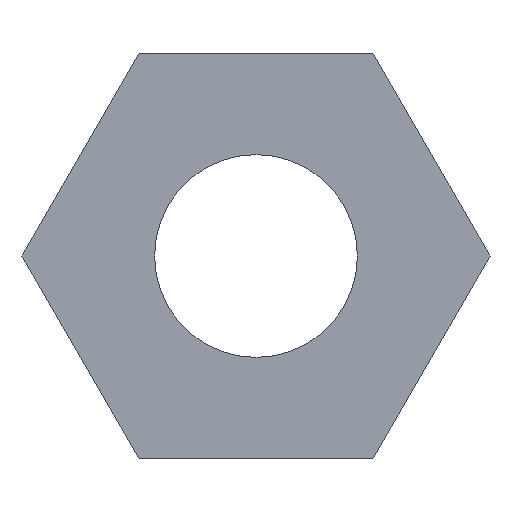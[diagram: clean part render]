
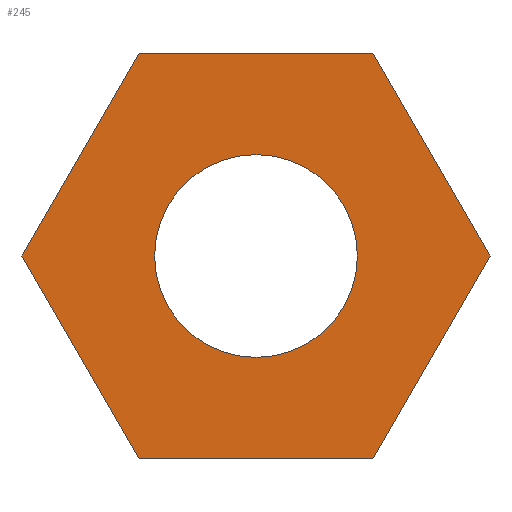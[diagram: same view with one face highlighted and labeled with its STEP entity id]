
A CAD part, front view. The second image highlights one B-rep face of the part: STEP entity #245.
In plain terms, the highlighted planar face has unit normal (0, -1, 0).
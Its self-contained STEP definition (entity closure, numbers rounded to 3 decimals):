
#15=CARTESIAN_POINT('',(1.805,0.,0.));
#16=DIRECTION('',(0.,-1.,0.));
#17=DIRECTION('',(1.,0.,0.));
#18=AXIS2_PLACEMENT_3D('',#15,#16,#17);
#24=CARTESIAN_POINT('',(1.805,0.,0.));
#25=DIRECTION('',(0.,-1.,0.));
#26=DIRECTION('',(-1.,0.,0.));
#27=AXIS2_PLACEMENT_3D('',#24,#25,#26);
#32=DIRECTION('',(1.,0.,0.));
#33=VECTOR('',#32,3.46);
#34=CARTESIAN_POINT('',(0.075,0.,2.996));
#35=LINE('',#34,#33);
#39=DIRECTION('',(0.5,0.,-0.866));
#40=VECTOR('',#39,3.46);
#41=CARTESIAN_POINT('',(3.535,0.,2.996));
#42=LINE('',#41,#40);
#46=DIRECTION('',(-0.5,0.,-0.866));
#47=VECTOR('',#46,3.46);
#48=CARTESIAN_POINT('',(5.265,0.,0.));
#49=LINE('',#48,#47);
#53=DIRECTION('',(-1.,0.,0.));
#54=VECTOR('',#53,3.46);
#55=CARTESIAN_POINT('',(3.535,0.,-2.996));
#56=LINE('',#55,#54);
#60=DIRECTION('',(-0.5,0.,0.866));
#61=VECTOR('',#60,3.46);
#62=CARTESIAN_POINT('',(0.075,0.,-2.996));
#63=LINE('',#62,#61);
#67=DIRECTION('',(0.5,0.,0.866));
#68=VECTOR('',#67,3.46);
#69=CARTESIAN_POINT('',(-1.655,0.,0.));
#70=LINE('',#69,#68);
#188=CARTESIAN_POINT('',(3.305,0.,0.));
#189=CARTESIAN_POINT('',(0.305,0.,0.));
#190=VERTEX_POINT('',#188);
#191=VERTEX_POINT('',#189);
#192=CARTESIAN_POINT('',(0.075,0.,2.996));
#193=CARTESIAN_POINT('',(3.535,0.,2.996));
#194=VERTEX_POINT('',#192);
#195=VERTEX_POINT('',#193);
#196=CARTESIAN_POINT('',(5.265,0.,0.));
#197=VERTEX_POINT('',#196);
#198=CARTESIAN_POINT('',(3.535,0.,-2.996));
#199=VERTEX_POINT('',#198);
#200=CARTESIAN_POINT('',(0.075,0.,-2.996));
#201=VERTEX_POINT('',#200);
#202=CARTESIAN_POINT('',(-1.655,0.,0.));
#203=VERTEX_POINT('',#202);
#220=CARTESIAN_POINT('',(0.,0.,0.));
#221=DIRECTION('',(0.,1.,0.));
#222=DIRECTION('',(1.,0.,0.));
#223=AXIS2_PLACEMENT_3D('',#220,#221,#222);
#224=PLANE('',#223);
#226=ORIENTED_EDGE('',*,*,#225,.T.);
#228=ORIENTED_EDGE('',*,*,#227,.T.);
#230=ORIENTED_EDGE('',*,*,#229,.T.);
#232=ORIENTED_EDGE('',*,*,#231,.T.);
#234=ORIENTED_EDGE('',*,*,#233,.T.);
#236=ORIENTED_EDGE('',*,*,#235,.T.);
#237=EDGE_LOOP('',(#226,#228,#230,#232,#234,#236));
#238=FACE_OUTER_BOUND('',#237,.F.);
#240=ORIENTED_EDGE('',*,*,#239,.T.);
#242=ORIENTED_EDGE('',*,*,#241,.T.);
#243=EDGE_LOOP('',(#240,#242));
#244=FACE_BOUND('',#243,.F.);
#245=ADVANCED_FACE('',(#238,#244),#224,.F.);
#19=CIRCLE('',#18,1.5);
#28=CIRCLE('',#27,1.5);
#225=EDGE_CURVE('',#194,#195,#35,.T.);
#227=EDGE_CURVE('',#195,#197,#42,.T.);
#229=EDGE_CURVE('',#197,#199,#49,.T.);
#231=EDGE_CURVE('',#199,#201,#56,.T.);
#233=EDGE_CURVE('',#201,#203,#63,.T.);
#235=EDGE_CURVE('',#203,#194,#70,.T.);
#239=EDGE_CURVE('',#190,#191,#19,.T.);
#241=EDGE_CURVE('',#191,#190,#28,.T.);
